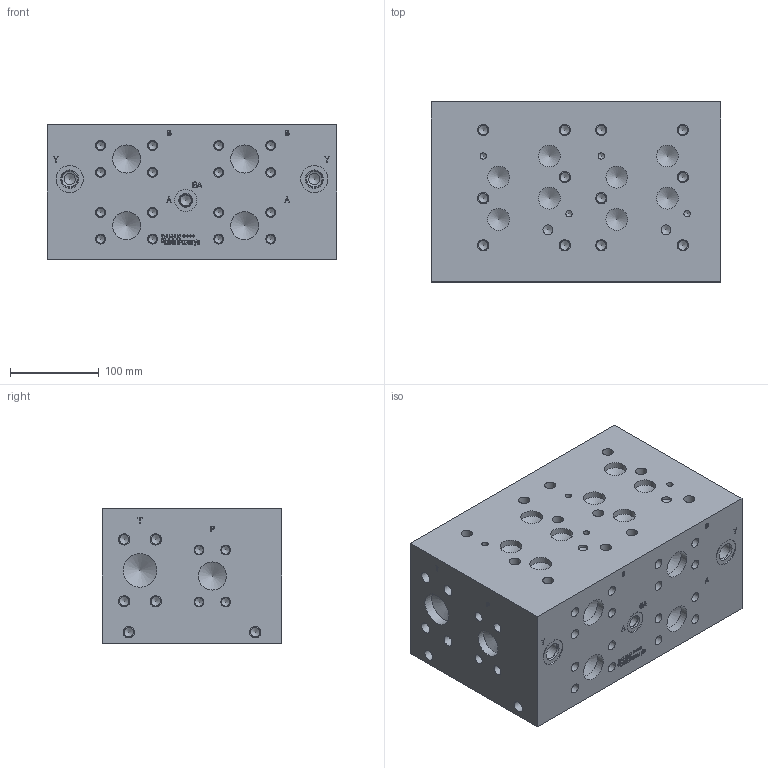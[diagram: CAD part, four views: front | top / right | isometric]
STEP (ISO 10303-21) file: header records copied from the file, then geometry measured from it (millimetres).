
FILE_DESCRIPTION(/* description */ (''),/* implementation_level */ '2;1');
FILE_NAME(/* name */ '_D08HP025F_S.stp',/* time_stamp */ '2021-06-24T10:11:02-04:00',/* author */ ('anthonyv'),/* organization */ (''),/* preprocessor_version */ 'ST-DEVELOPER v18.1',/* originating_system */ 'Autodesk Inventor 2021',/* authorisation */ '');
FILE_SCHEMA (('AUTOMOTIVE_DESIGN { 1 0 10303 214 3 1 1 }'));
Length unit declared in the file: millimetre
Products named in the file (1): Part_AD08HP025F~S_3D
Bounding box: 327.02 x 203.2 x 152.4 mm (x, y, z)
Volume: 9742340 mm3; surface area: 379512.1 mm2
Topology: 1 solids, 1 shells, 813 faces, 2240 edges, 1537 vertices
Faces by surface type: plane 424, bspline 165, cylinder 139, cone 85
Full cylindrical faces by diameter (mm): 7.137 x4, 9.347 x24, 10.719 x24, 11.125 x26, 12.294 x1, 12.7 x26, 12.9 x1, 14.275 x1, 14.529 x1, 17.501 x2, 19.05 x2, 19.253 x2, 24.613 x8, 25.019 x1, 25.4 x1, 30.632 x2, 31.75 x7, 34.112 x1, 35.992 x1, 36.525 x1, 38.1 x2, 39.675 x1
Entity records: 27159 total; most frequent: CARTESIAN_POINT 6662, ORIENTED_EDGE 4332, DIRECTION 3639, EDGE_CURVE 2166, VERTEX_POINT 1537, LINE 1331, VECTOR 1331, AXIS2_PLACEMENT_3D 1154
